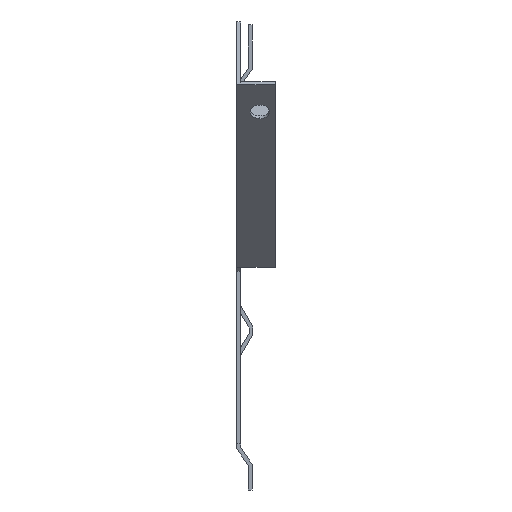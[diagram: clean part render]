
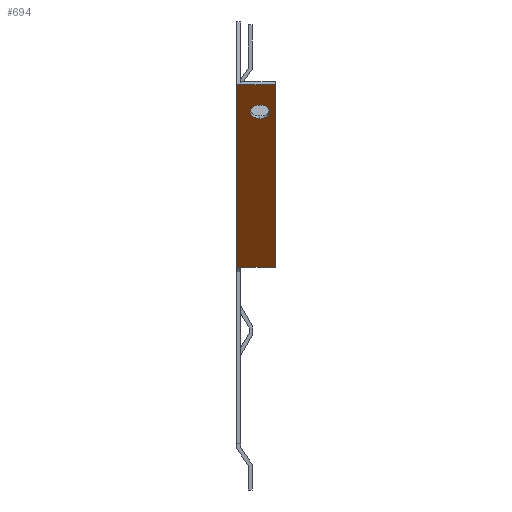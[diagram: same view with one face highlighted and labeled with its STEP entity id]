
A CAD part, left-side view. The second image highlights one B-rep face of the part: STEP entity #694.
In plain terms, the highlighted planar face has unit normal (-0.707, 0, -0.707).
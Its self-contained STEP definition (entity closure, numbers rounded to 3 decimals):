
#15 = EDGE_CURVE ( 'NONE', #2026, #1194, #1494, .T. ) ;
#149 = EDGE_CURVE ( 'NONE', #286, #1808, #664, .T. ) ;
#198 = AXIS2_PLACEMENT_3D ( 'NONE', #1534, #841, #1838 ) ;
#224 = VERTEX_POINT ( 'NONE', #2003 ) ;
#252 = EDGE_CURVE ( 'NONE', #1398, #224, #2017, .T. ) ;
#286 = VERTEX_POINT ( 'NONE', #667 ) ;
#314 = DIRECTION ( 'NONE',  ( 0., 1., 0. ) ) ;
#346 = VECTOR ( 'NONE', #1298, 1000. ) ;
#360 = ORIENTED_EDGE ( 'NONE', *, *, #252, .F. ) ;
#584 = CIRCLE ( 'NONE', #1199, 2.5 ) ;
#621 = EDGE_LOOP ( 'NONE', ( #1937, #360 ) ) ;
#634 = AXIS2_PLACEMENT_3D ( 'NONE', #1308, #827, #1983 ) ;
#664 = LINE ( 'NONE', #2096, #346 ) ;
#667 = CARTESIAN_POINT ( 'NONE',  ( -75.213, 1., -28.213 ) ) ;
#694 = ADVANCED_FACE ( 'NONE', ( #984, #1716 ), #956, .F. ) ;
#745 = DIRECTION ( 'NONE',  ( -0.707, 0., -0.707 ) ) ;
#784 = CARTESIAN_POINT ( 'NONE',  ( -66.374, -4.999, -37.052 ) ) ;
#825 = EDGE_CURVE ( 'NONE', #1194, #1808, #1101, .T. ) ;
#827 = DIRECTION ( 'NONE',  ( 0.707, 0., 0.707 ) ) ;
#841 = DIRECTION ( 'NONE',  ( -0.707, 0., -0.707 ) ) ;
#956 = PLANE ( 'NONE',  #634 ) ;
#984 = FACE_OUTER_BOUND ( 'NONE', #2074, .T. ) ;
#1010 = VECTOR ( 'NONE', #314, 1000. ) ;
#1058 = ORIENTED_EDGE ( 'NONE', *, *, #149, .T. ) ;
#1101 = LINE ( 'NONE', #1653, #1010 ) ;
#1120 = CARTESIAN_POINT ( 'NONE',  ( -27.837, -8.999, -75.589 ) ) ;
#1177 = EDGE_CURVE ( 'NONE', #286, #2026, #1336, .T. ) ;
#1194 = VERTEX_POINT ( 'NONE', #1120 ) ;
#1199 = AXIS2_PLACEMENT_3D ( 'NONE', #1591, #745, #1918 ) ;
#1298 = DIRECTION ( 'NONE',  ( 0.707, 0., -0.707 ) ) ;
#1308 = CARTESIAN_POINT ( 'NONE',  ( -49.838, 32.479, -53.588 ) ) ;
#1324 = ORIENTED_EDGE ( 'NONE', *, *, #15, .F. ) ;
#1336 = LINE ( 'NONE', #2087, #2093 ) ;
#1398 = VERTEX_POINT ( 'NONE', #784 ) ;
#1401 = CARTESIAN_POINT ( 'NONE',  ( -75.213, -8.999, -28.213 ) ) ;
#1458 = CARTESIAN_POINT ( 'NONE',  ( -49.838, -8.999, -53.588 ) ) ;
#1494 = LINE ( 'NONE', #1458, #1876 ) ;
#1534 = CARTESIAN_POINT ( 'NONE',  ( -68.142, -4.999, -35.284 ) ) ;
#1545 = CARTESIAN_POINT ( 'NONE',  ( -27.837, 1., -75.589 ) ) ;
#1591 = CARTESIAN_POINT ( 'NONE',  ( -68.142, -4.999, -35.284 ) ) ;
#1653 = CARTESIAN_POINT ( 'NONE',  ( -27.837, -1., -75.589 ) ) ;
#1716 = FACE_BOUND ( 'NONE', #621, .T. ) ;
#1808 = VERTEX_POINT ( 'NONE', #1545 ) ;
#1838 = DIRECTION ( 'NONE',  ( -0.707, 0., 0.707 ) ) ;
#1876 = VECTOR ( 'NONE', #2103, 1000. ) ;
#1908 = ORIENTED_EDGE ( 'NONE', *, *, #1177, .F. ) ;
#1918 = DIRECTION ( 'NONE',  ( -0.707, 0., 0.707 ) ) ;
#1931 = DIRECTION ( 'NONE',  ( 0., -1., 0. ) ) ;
#1937 = ORIENTED_EDGE ( 'NONE', *, *, #2176, .F. ) ;
#1983 = DIRECTION ( 'NONE',  ( 0.707, 0., -0.707 ) ) ;
#2003 = CARTESIAN_POINT ( 'NONE',  ( -69.91, -4.999, -33.516 ) ) ;
#2017 = CIRCLE ( 'NONE', #198, 2.5 ) ;
#2026 = VERTEX_POINT ( 'NONE', #1401 ) ;
#2074 = EDGE_LOOP ( 'NONE', ( #1324, #1908, #1058, #2157 ) ) ;
#2087 = CARTESIAN_POINT ( 'NONE',  ( -75.213, 32.479, -28.213 ) ) ;
#2093 = VECTOR ( 'NONE', #1931, 1000. ) ;
#2096 = CARTESIAN_POINT ( 'NONE',  ( -75.213, 1., -28.213 ) ) ;
#2103 = DIRECTION ( 'NONE',  ( 0.707, 0., -0.707 ) ) ;
#2157 = ORIENTED_EDGE ( 'NONE', *, *, #825, .F. ) ;
#2176 = EDGE_CURVE ( 'NONE', #224, #1398, #584, .T. ) ;
